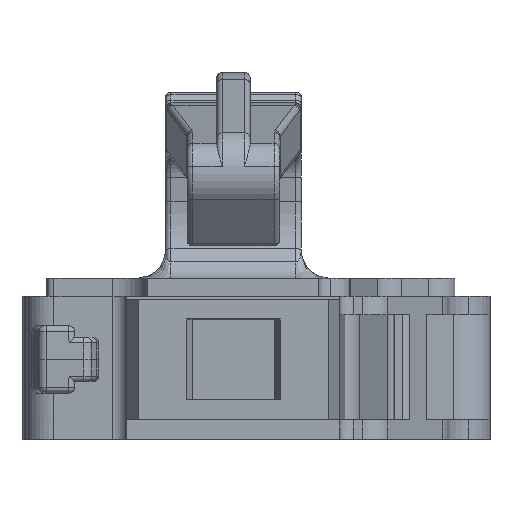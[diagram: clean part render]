
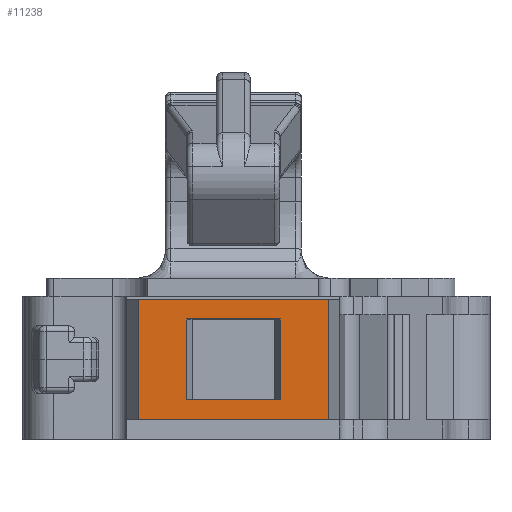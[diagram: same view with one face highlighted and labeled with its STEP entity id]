
A CAD part, front view. The second image highlights one B-rep face of the part: STEP entity #11238.
In plain terms, the highlighted planar face has unit normal (0, -1, 0).
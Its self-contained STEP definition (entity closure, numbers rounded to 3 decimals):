
#2672=DIRECTION('',(0.,0.,1.));
#2673=VECTOR('',#2672,4.3);
#2674=CARTESIAN_POINT('',(3.398,0.,-2.15));
#2675=LINE('',#2674,#2673);
#2676=DIRECTION('',(1.,0.,0.));
#2677=VECTOR('',#2676,6.796);
#2678=CARTESIAN_POINT('',(-3.398,0.,-2.15));
#2679=LINE('',#2678,#2677);
#2680=DIRECTION('',(0.,0.,-1.));
#2681=VECTOR('',#2680,4.3);
#2682=CARTESIAN_POINT('',(-3.398,0.,2.15));
#2683=LINE('',#2682,#2681);
#2684=DIRECTION('',(1.,0.,0.));
#2685=VECTOR('',#2684,6.796);
#2686=CARTESIAN_POINT('',(-3.398,0.,2.15));
#2687=LINE('',#2686,#2685);
#2688=DIRECTION('',(0.,0.,-1.));
#2689=VECTOR('',#2688,2.887);
#2690=CARTESIAN_POINT('',(-1.678,0.,1.444));
#2691=LINE('',#2690,#2689);
#2692=DIRECTION('',(1.,0.,0.));
#2693=VECTOR('',#2692,3.357);
#2694=CARTESIAN_POINT('',(-1.678,0.,-1.444));
#2695=LINE('',#2694,#2693);
#2696=DIRECTION('',(0.,0.,1.));
#2697=VECTOR('',#2696,2.887);
#2698=CARTESIAN_POINT('',(1.678,0.,-1.444));
#2699=LINE('',#2698,#2697);
#2700=DIRECTION('',(1.,0.,0.));
#2701=VECTOR('',#2700,3.357);
#2702=CARTESIAN_POINT('',(-1.678,0.,1.444));
#2703=LINE('',#2702,#2701);
#6649=CARTESIAN_POINT('',(3.398,0.,-2.15));
#6650=CARTESIAN_POINT('',(3.398,0.,2.15));
#6651=VERTEX_POINT('',#6649);
#6652=VERTEX_POINT('',#6650);
#6657=CARTESIAN_POINT('',(-3.398,0.,2.15));
#6658=CARTESIAN_POINT('',(-3.398,0.,-2.15));
#6659=VERTEX_POINT('',#6657);
#6660=VERTEX_POINT('',#6658);
#6661=CARTESIAN_POINT('',(-1.678,0.,1.444));
#6662=CARTESIAN_POINT('',(-1.678,0.,-1.444));
#6663=VERTEX_POINT('',#6661);
#6664=VERTEX_POINT('',#6662);
#6665=CARTESIAN_POINT('',(1.678,0.,-1.444));
#6666=CARTESIAN_POINT('',(1.678,0.,1.444));
#6667=VERTEX_POINT('',#6665);
#6668=VERTEX_POINT('',#6666);
#11216=CARTESIAN_POINT('',(-7.4,0.,2.25));
#11217=DIRECTION('',(0.,-1.,0.));
#11218=DIRECTION('',(1.,0.,0.));
#11219=AXIS2_PLACEMENT_3D('',#11216,#11217,#11218);
#11220=PLANE('',#11219);
#11221=ORIENTED_EDGE('',*,*,#9749,.F.);
#11222=ORIENTED_EDGE('',*,*,#9736,.F.);
#11224=ORIENTED_EDGE('',*,*,#11223,.F.);
#11225=ORIENTED_EDGE('',*,*,#7503,.T.);
#11226=EDGE_LOOP('',(#11221,#11222,#11224,#11225));
#11227=FACE_OUTER_BOUND('',#11226,.F.);
#11229=ORIENTED_EDGE('',*,*,#11228,.T.);
#11231=ORIENTED_EDGE('',*,*,#11230,.T.);
#11233=ORIENTED_EDGE('',*,*,#11232,.T.);
#11235=ORIENTED_EDGE('',*,*,#11234,.F.);
#11236=EDGE_LOOP('',(#11229,#11231,#11233,#11235));
#11237=FACE_BOUND('',#11236,.F.);
#7503=EDGE_CURVE('',#6659,#6652,#2687,.T.);
#9736=EDGE_CURVE('',#6660,#6651,#2679,.T.);
#9749=EDGE_CURVE('',#6651,#6652,#2675,.T.);
#11223=EDGE_CURVE('',#6659,#6660,#2683,.T.);
#11228=EDGE_CURVE('',#6663,#6664,#2691,.T.);
#11230=EDGE_CURVE('',#6664,#6667,#2695,.T.);
#11232=EDGE_CURVE('',#6667,#6668,#2699,.T.);
#11234=EDGE_CURVE('',#6663,#6668,#2703,.T.);
#11238=ADVANCED_FACE('',(#11227,#11237),#11220,.T.);
